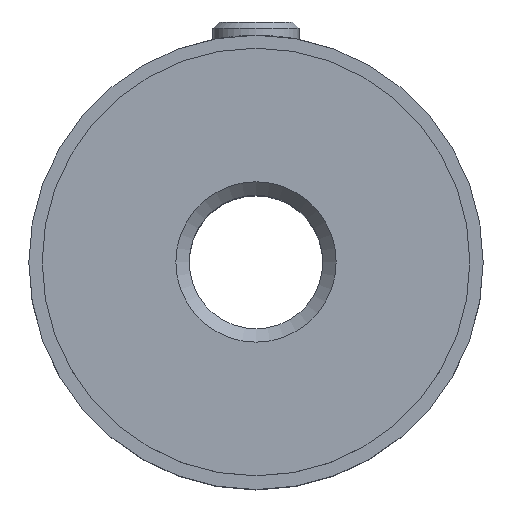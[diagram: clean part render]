
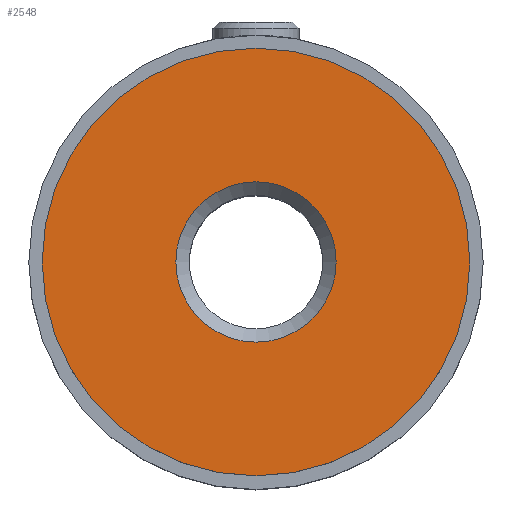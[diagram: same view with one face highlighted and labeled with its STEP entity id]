
A CAD part, top view. The second image highlights one B-rep face of the part: STEP entity #2548.
In plain terms, the highlighted planar face has unit normal (0, 0, 1).
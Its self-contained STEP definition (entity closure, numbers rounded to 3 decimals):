
#48 = ORIENTED_EDGE ( 'NONE', *, *, #321, .T. ) ;
#51 = ORIENTED_EDGE ( 'NONE', *, *, #313, .T. ) ;
#313 = EDGE_CURVE ( 'NONE', #2650, #2650, #2236, .T. ) ;
#321 = EDGE_CURVE ( 'NONE', #2648, #2648, #2241, .T. ) ;
#667 = AXIS2_PLACEMENT_3D ( 'NONE', #766, #694, #720 ) ;
#694 = DIRECTION ( 'NONE',  ( 0., 0., -1. ) ) ;
#720 = DIRECTION ( 'NONE',  ( 1., 0., 0. ) ) ;
#766 = CARTESIAN_POINT ( 'NONE',  ( 0., 0., 17.5 ) ) ;
#801 = DIRECTION ( 'NONE',  ( 1., 0., 0. ) ) ;
#834 = DIRECTION ( 'NONE',  ( 0., 0., 1. ) ) ;
#844 = CARTESIAN_POINT ( 'NONE',  ( 0., 0., 17.5 ) ) ;
#1243 = EDGE_LOOP ( 'NONE', ( #48 ) ) ;
#2012 = AXIS2_PLACEMENT_3D ( 'NONE', #844, #834, #801 ) ;
#2138 = EDGE_LOOP ( 'NONE', ( #51 ) ) ;
#2236 = CIRCLE ( 'NONE', #2012, 8. ) ;
#2241 = CIRCLE ( 'NONE', #667, 3. ) ;
#2264 = CARTESIAN_POINT ( 'NONE',  ( 3., 0., 17.5 ) ) ;
#2267 = CARTESIAN_POINT ( 'NONE',  ( 8., 0., 17.5 ) ) ;
#2548 = ADVANCED_FACE ( 'NONE', ( #2842, #2823 ), #3155, .T. ) ;
#2648 = VERTEX_POINT ( 'NONE', #2264 ) ;
#2650 = VERTEX_POINT ( 'NONE', #2267 ) ;
#2823 = FACE_OUTER_BOUND ( 'NONE', #2138, .T. ) ;
#2842 = FACE_BOUND ( 'NONE', #1243, .T. ) ;
#2893 = AXIS2_PLACEMENT_3D ( 'NONE', #3171, #3184, #3136 ) ;
#3136 = DIRECTION ( 'NONE',  ( 1., 0., 0. ) ) ;
#3155 = PLANE ( 'NONE',  #2893 ) ;
#3171 = CARTESIAN_POINT ( 'NONE',  ( 0., 0., 17.5 ) ) ;
#3184 = DIRECTION ( 'NONE',  ( 0., 0., 1. ) ) ;
